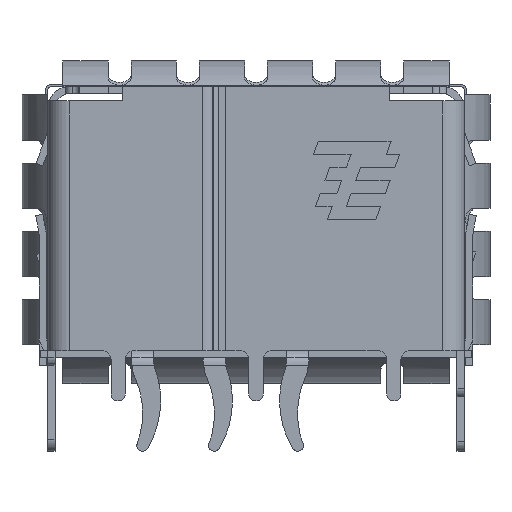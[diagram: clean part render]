
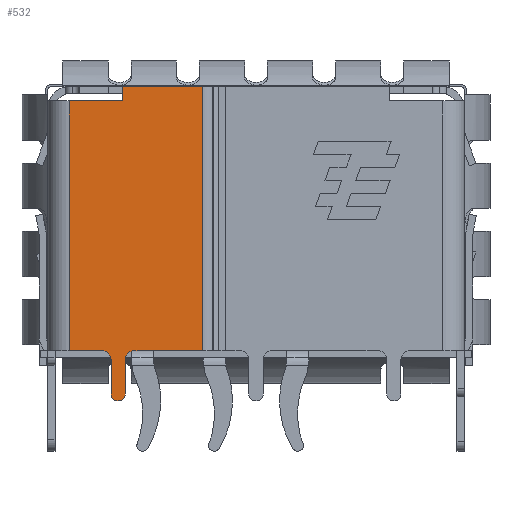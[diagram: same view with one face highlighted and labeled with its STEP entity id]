
A CAD part, front view. The second image highlights one B-rep face of the part: STEP entity #532.
In plain terms, the highlighted face is planar.
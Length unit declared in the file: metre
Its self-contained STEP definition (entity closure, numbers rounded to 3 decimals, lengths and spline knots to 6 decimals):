
#532=ADVANCED_FACE('3:10750',(#1700),#1701,.F.);
#1700=FACE_OUTER_BOUND('',#3273,.T.);
#1701=PLANE('',#3274);
#3273=EDGE_LOOP('',(#7980,#7981,#7982,#7983,#7984,#7985,#7986,#7987,#7988,#7989,#7990,#7991));
#3274=AXIS2_PLACEMENT_3D('',#7992,#7993,#7994);
#7980=ORIENTED_EDGE('',*,*,#13026,.F.);
#7981=ORIENTED_EDGE('',*,*,#13027,.T.);
#7982=ORIENTED_EDGE('',*,*,#13028,.T.);
#7983=ORIENTED_EDGE('',*,*,#13029,.T.);
#7984=ORIENTED_EDGE('',*,*,#13030,.F.);
#7985=ORIENTED_EDGE('',*,*,#12447,.T.);
#7986=ORIENTED_EDGE('',*,*,#13031,.T.);
#7987=ORIENTED_EDGE('',*,*,#12326,.T.);
#7988=ORIENTED_EDGE('',*,*,#13032,.F.);
#7989=ORIENTED_EDGE('',*,*,#13008,.T.);
#7990=ORIENTED_EDGE('',*,*,#13033,.F.);
#7991=ORIENTED_EDGE('',*,*,#12471,.T.);
#7992=CARTESIAN_POINT('',(0.00186,0.004225,-0.0487));
#7993=DIRECTION('',(0.0,0.0,1.0));
#7994=DIRECTION('',(1.0,0.0,0.0));
#12326=EDGE_CURVE('3:14065',#15693,#15691,#15694,.T.);
#12447=EDGE_CURVE('3:14434',#15921,#15919,#15922,.T.);
#12471=EDGE_CURVE('3:14506',#15965,#15963,#15966,.T.);
#13008=EDGE_CURVE('3:16411',#16767,#16765,#16768,.T.);
#13026=EDGE_CURVE('3:16465',#16792,#15963,#16794,.T.);
#13027=EDGE_CURVE('3:16468',#16792,#16795,#16796,.T.);
#13028=EDGE_CURVE('3:16471',#16795,#16797,#16798,.T.);
#13029=EDGE_CURVE('3:16474',#16797,#16799,#16800,.T.);
#13030=EDGE_CURVE('3:16477',#15921,#16799,#16801,.T.);
#13031=EDGE_CURVE('3:16480',#15919,#15693,#16802,.T.);
#13032=EDGE_CURVE('3:16483',#16767,#15691,#16803,.T.);
#13033=EDGE_CURVE('3:16486',#15965,#16765,#16804,.T.);
#15691=VERTEX_POINT('',#20805);
#15693=VERTEX_POINT('',#20808);
#15694=LINE('',#20809,#20810);
#15919=VERTEX_POINT('',#21130);
#15921=VERTEX_POINT('',#21132);
#15922=LINE('',#21133,#21134);
#15963=VERTEX_POINT('',#21192);
#15965=VERTEX_POINT('',#21195);
#15966=LINE('',#21196,#21197);
#16765=VERTEX_POINT('',#22745);
#16767=VERTEX_POINT('',#22747);
#16768=LINE('',#22748,#22749);
#16792=VERTEX_POINT('',#22784);
#16794=CIRCLE('',#22787,0.0003);
#16795=VERTEX_POINT('',#22788);
#16796=LINE('',#22789,#22790);
#16797=VERTEX_POINT('',#22791);
#16798=CIRCLE('',#22792,0.00025);
#16799=VERTEX_POINT('',#22793);
#16800=LINE('',#22794,#22795);
#16801=CIRCLE('',#22796,0.0003);
#16802=LINE('',#22797,#22798);
#16803=LINE('',#22799,#22800);
#16804=LINE('',#22801,#22802);
#20805=CARTESIAN_POINT('',(0.00464,0.004725,-0.0487));
#20808=CARTESIAN_POINT('',(0.00186,0.004725,-0.0487));
#20809=CARTESIAN_POINT('',(0.00186,0.004725,-0.0487));
#20810=VECTOR('',#25862,0.00278);
#21130=CARTESIAN_POINT('',(0.00186,-0.004475,-0.0487));
#21132=CARTESIAN_POINT('',(0.00425,-0.004475,-0.0487));
#21133=CARTESIAN_POINT('',(0.00425,-0.004475,-0.0487));
#21134=VECTOR('',#26033,0.00239);
#21192=CARTESIAN_POINT('',(0.00535,-0.004475,-0.0487));
#21195=CARTESIAN_POINT('',(0.0065,-0.004475,-0.0487));
#21196=CARTESIAN_POINT('',(0.0065,-0.004475,-0.0487));
#21197=VECTOR('',#26067,0.00115);
#22745=CARTESIAN_POINT('',(0.0065,0.004225,-0.0487));
#22747=CARTESIAN_POINT('',(0.00464,0.004225,-0.0487));
#22748=CARTESIAN_POINT('',(0.00464,0.004225,-0.0487));
#22749=VECTOR('',#26868,0.00186);
#22784=CARTESIAN_POINT('',(0.00505,-0.004775,-0.0487));
#22787=AXIS2_PLACEMENT_3D('',#26896,#26897,#26898);
#22788=CARTESIAN_POINT('',(0.00505,-0.005975,-0.0487));
#22789=CARTESIAN_POINT('',(0.00505,-0.004775,-0.0487));
#22790=VECTOR('',#26899,0.0012);
#22791=CARTESIAN_POINT('',(0.00455,-0.005975,-0.0487));
#22792=AXIS2_PLACEMENT_3D('',#26900,#26901,#26902);
#22793=CARTESIAN_POINT('',(0.00455,-0.004775,-0.0487));
#22794=CARTESIAN_POINT('',(0.00455,-0.005975,-0.0487));
#22795=VECTOR('',#26903,0.0012);
#22796=AXIS2_PLACEMENT_3D('',#26904,#26905,#26906);
#22797=CARTESIAN_POINT('',(0.00186,-0.004475,-0.0487));
#22798=VECTOR('',#26907,0.0092);
#22799=CARTESIAN_POINT('',(0.00464,0.004225,-0.0487));
#22800=VECTOR('',#26908,0.0005);
#22801=CARTESIAN_POINT('',(0.0065,-0.004475,-0.0487));
#22802=VECTOR('',#26909,0.0087);
#25862=DIRECTION('',(1.0,0.0,0.0));
#26033=DIRECTION('',(-1.0,0.0,0.0));
#26067=DIRECTION('',(-1.0,0.0,0.0));
#26868=DIRECTION('',(1.0,0.0,0.0));
#26896=CARTESIAN_POINT('',(0.00535,-0.004775,-0.0487));
#26897=DIRECTION('',(0.0,0.0,-1.0));
#26898=DIRECTION('',(-1.0,0.0,0.0));
#26899=DIRECTION('',(0.0,-1.0,0.0));
#26900=CARTESIAN_POINT('',(0.0048,-0.005975,-0.0487));
#26901=DIRECTION('',(0.0,0.0,-1.0));
#26902=DIRECTION('',(1.0,0.,0.0));
#26903=DIRECTION('',(0.0,1.0,0.0));
#26904=CARTESIAN_POINT('',(0.00425,-0.004775,-0.0487));
#26905=DIRECTION('',(0.0,0.0,-1.0));
#26906=DIRECTION('',(0.0,1.0,0.0));
#26907=DIRECTION('',(0.0,1.0,0.0));
#26908=DIRECTION('',(0.0,1.0,0.0));
#26909=DIRECTION('',(0.0,1.0,0.0));
